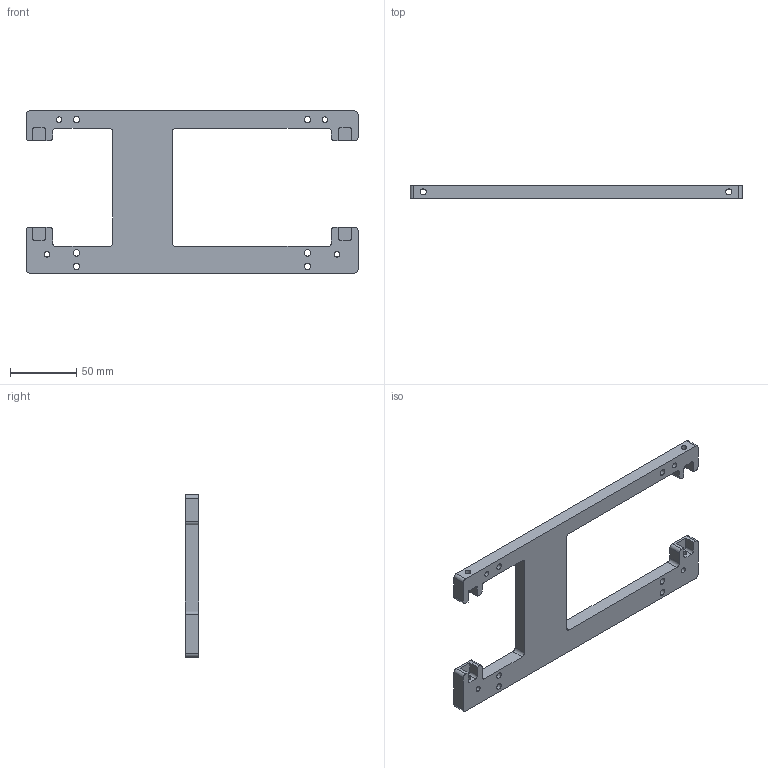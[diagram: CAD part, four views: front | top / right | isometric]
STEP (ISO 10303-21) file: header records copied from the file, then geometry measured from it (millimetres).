
FILE_DESCRIPTION (( 'STEP AP203' ), '1' );
FILE_NAME ('ROV-USI-008A-RENFORT SUP BROSSE.STEP', '2024-05-22T12:16:34', ( '' ), ( '' ), 'SwSTEP 2.0', 'SolidWorks 2016', '' );
FILE_SCHEMA (( 'CONFIG_CONTROL_DESIGN' ));
Length unit declared in the file: millimetre
Products named in the file (1): ROV-USI-008A-RENFORT SUP BROSSE
Bounding box: 250 x 10 x 122 mm (x, y, z)
Volume: 125932.1 mm3; surface area: 41554.5 mm2
Topology: 1 solids, 1 shells, 102 faces, 296 edges, 194 vertices
Faces by surface type: cylinder 60, plane 38, cone 4
Entity records: 3513 total; most frequent: DIRECTION 618, CARTESIAN_POINT 589, ORIENTED_EDGE 584, EDGE_CURVE 292, AXIS2_PLACEMENT_3D 223, VERTEX_POINT 194, LINE 172, VECTOR 172
